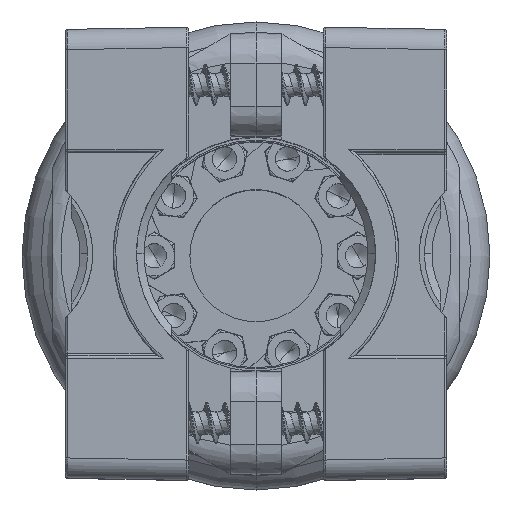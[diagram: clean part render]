
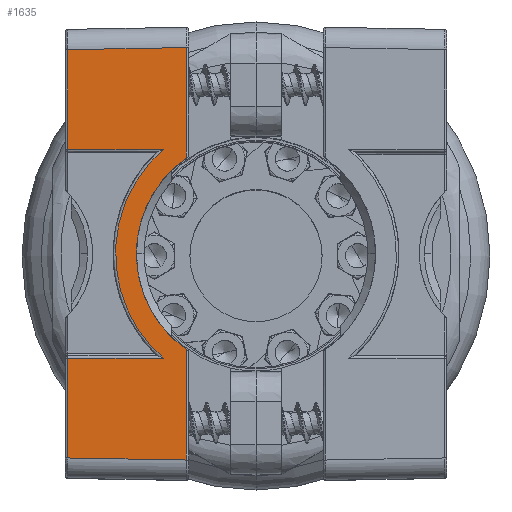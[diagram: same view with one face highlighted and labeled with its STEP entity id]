
A CAD part, top view. The second image highlights one B-rep face of the part: STEP entity #1635.
In plain terms, the highlighted planar face has unit normal (-0.018, 0, 1).
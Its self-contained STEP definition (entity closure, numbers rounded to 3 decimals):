
#1635=ADVANCED_FACE('',(#5318),#5319,.T.);
#5318=FACE_OUTER_BOUND('',#18772,.T.);
#5319=PLANE('',#18773);
#18772=EDGE_LOOP('',(#45690,#45691,#45692,#45693,#45694,#45695,#45696,#45697,#45698,#45699));
#18773=AXIS2_PLACEMENT_3D('',#45700,#45701,#45702);
#45690=ORIENTED_EDGE('',*,*,#53125,.T.);
#45691=ORIENTED_EDGE('',*,*,#53168,.F.);
#45692=ORIENTED_EDGE('',*,*,#53169,.F.);
#45693=ORIENTED_EDGE('',*,*,#53170,.F.);
#45694=ORIENTED_EDGE('',*,*,#53171,.T.);
#45695=ORIENTED_EDGE('',*,*,#53172,.T.);
#45696=ORIENTED_EDGE('',*,*,#53173,.T.);
#45697=ORIENTED_EDGE('',*,*,#53174,.F.);
#45698=ORIENTED_EDGE('',*,*,#53175,.T.);
#45699=ORIENTED_EDGE('',*,*,#53139,.F.);
#45700=CARTESIAN_POINT('',(-6.6,-23.882,36.65));
#45701=DIRECTION('',(-0.017,0.0,1.));
#45702=DIRECTION('',(0.0,1.0,0.0));
#53125=EDGE_CURVE('',#61326,#61324,#61327,.T.);
#53139=EDGE_CURVE('',#61326,#61347,#61348,.T.);
#53168=EDGE_CURVE('',#61394,#61324,#61396,.T.);
#53169=EDGE_CURVE('',#61397,#61394,#61398,.T.);
#53170=EDGE_CURVE('',#61399,#61397,#61400,.T.);
#53171=EDGE_CURVE('',#61399,#61401,#61402,.T.);
#53172=EDGE_CURVE('',#61401,#61403,#61404,.T.);
#53173=EDGE_CURVE('',#61403,#61405,#61406,.T.);
#53174=EDGE_CURVE('',#61407,#61405,#61408,.T.);
#53175=EDGE_CURVE('',#61407,#61347,#61409,.T.);
#61324=VERTEX_POINT('',#86103);
#61326=VERTEX_POINT('',#86114);
#61327=B_SPLINE_CURVE_WITH_KNOTS('',3,(#86115,#86116,#86117,#86118,#86119,#86120,#86121,#86122,#86123,#86124,#86125,#86126,#86127,#86128,#86129,#86130,#86131,#86132,#86133,#86134,#86135,#86136,#86137,#86138,#86139,#86140,#86141),.UNSPECIFIED.,.F.,.F.,(4,1,1,1,1,1,1,1,1,1,1,1,1,1,1,1,1,1,1,1,1,1,1,1,4),(0.0,0.016,0.031,0.063,0.094,0.125,0.156,0.188,0.25,0.313,0.375,0.438,0.5,0.563,0.625,0.688,0.75,0.813,0.844,0.875,0.906,0.938,0.969,0.984,1.0),.UNSPECIFIED.);
#61347=VERTEX_POINT('',#86176);
#61348=LINE('',#86177,#86178);
#61394=VERTEX_POINT('',#86340);
#61396=LINE('',#86342,#86343);
#61397=VERTEX_POINT('',#86344);
#61398=LINE('',#86345,#86346);
#61399=VERTEX_POINT('',#86347);
#61400=LINE('',#86348,#86349);
#61401=VERTEX_POINT('',#86350);
#61402=LINE('',#86351,#86352);
#61403=VERTEX_POINT('',#86353);
#61404=B_SPLINE_CURVE_WITH_KNOTS('',3,(#86354,#86355,#86356,#86357,#86358,#86359,#86360,#86361,#86362,#86363,#86364,#86365,#86366,#86367,#86368,#86369,#86370,#86371,#86372,#86373,#86374,#86375),.UNSPECIFIED.,.F.,.F.,(4,1,1,1,1,1,1,1,1,1,1,1,1,1,1,1,1,1,1,4),(0.0,0.053,0.105,0.158,0.211,0.263,0.316,0.368,0.421,0.474,0.526,0.579,0.632,0.684,0.737,0.789,0.842,0.895,0.947,1.0),.UNSPECIFIED.);
#61405=VERTEX_POINT('',#86376);
#61406=LINE('',#86377,#86378);
#61407=VERTEX_POINT('',#86379);
#61408=LINE('',#86380,#86381);
#61409=LINE('',#86382,#86383);
#86103=CARTESIAN_POINT('',(-6.854,9.414,36.646));
#86114=CARTESIAN_POINT('',(-6.854,-9.414,36.646));
#86115=CARTESIAN_POINT('',(-6.854,-9.414,36.646));
#86116=CARTESIAN_POINT('',(-6.994,-9.316,36.643));
#86117=CARTESIAN_POINT('',(-7.261,-9.12,36.638));
#86118=CARTESIAN_POINT('',(-7.749,-8.728,36.63));
#86119=CARTESIAN_POINT('',(-8.289,-8.238,36.621));
#86120=CARTESIAN_POINT('',(-8.849,-7.649,36.611));
#86121=CARTESIAN_POINT('',(-9.337,-7.061,36.602));
#86122=CARTESIAN_POINT('',(-9.765,-6.472,36.595));
#86123=CARTESIAN_POINT('',(-10.263,-5.688,36.586));
#86124=CARTESIAN_POINT('',(-10.769,-4.707,36.577));
#86125=CARTESIAN_POINT('',(-11.218,-3.53,36.569));
#86126=CARTESIAN_POINT('',(-11.528,-2.354,36.564));
#86127=CARTESIAN_POINT('',(-11.71,-1.177,36.561));
#86128=CARTESIAN_POINT('',(-11.77,0.0,36.56));
#86129=CARTESIAN_POINT('',(-11.71,1.177,36.561));
#86130=CARTESIAN_POINT('',(-11.528,2.354,36.564));
#86131=CARTESIAN_POINT('',(-11.218,3.53,36.569));
#86132=CARTESIAN_POINT('',(-10.769,4.707,36.577));
#86133=CARTESIAN_POINT('',(-10.263,5.688,36.586));
#86134=CARTESIAN_POINT('',(-9.765,6.472,36.595));
#86135=CARTESIAN_POINT('',(-9.337,7.061,36.602));
#86136=CARTESIAN_POINT('',(-8.849,7.649,36.611));
#86137=CARTESIAN_POINT('',(-8.289,8.238,36.621));
#86138=CARTESIAN_POINT('',(-7.749,8.728,36.63));
#86139=CARTESIAN_POINT('',(-7.261,9.12,36.638));
#86140=CARTESIAN_POINT('',(-6.994,9.316,36.643));
#86141=CARTESIAN_POINT('',(-6.854,9.414,36.646));
#86176=CARTESIAN_POINT('',(-6.854,-20.271,36.646));
#86177=CARTESIAN_POINT('',(-6.854,-9.414,36.646));
#86178=VECTOR('',#102265,10.856);
#86340=CARTESIAN_POINT('',(-6.854,20.271,36.646));
#86342=CARTESIAN_POINT('',(-6.854,20.271,36.646));
#86343=VECTOR('',#102299,10.856);
#86344=CARTESIAN_POINT('',(-18.504,20.068,36.442));
#86345=CARTESIAN_POINT('',(-18.504,20.068,36.442));
#86346=VECTOR('',#102300,11.654);
#86347=CARTESIAN_POINT('',(-18.504,10.25,36.442));
#86348=CARTESIAN_POINT('',(-18.504,10.25,36.442));
#86349=VECTOR('',#102301,9.818);
#86350=CARTESIAN_POINT('',(-9.117,10.25,36.606));
#86351=CARTESIAN_POINT('',(-18.504,10.25,36.442));
#86352=VECTOR('',#102302,9.389);
#86353=CARTESIAN_POINT('',(-9.117,-10.25,36.606));
#86354=CARTESIAN_POINT('',(-9.117,10.25,36.606));
#86355=CARTESIAN_POINT('',(-9.426,9.983,36.601));
#86356=CARTESIAN_POINT('',(-10.018,9.422,36.59));
#86357=CARTESIAN_POINT('',(-10.829,8.502,36.576));
#86358=CARTESIAN_POINT('',(-11.552,7.514,36.564));
#86359=CARTESIAN_POINT('',(-12.184,6.464,36.553));
#86360=CARTESIAN_POINT('',(-12.718,5.362,36.543));
#86361=CARTESIAN_POINT('',(-13.151,4.216,36.536));
#86362=CARTESIAN_POINT('',(-13.479,3.036,36.53));
#86363=CARTESIAN_POINT('',(-13.699,1.831,36.526));
#86364=CARTESIAN_POINT('',(-13.809,0.612,36.524));
#86365=CARTESIAN_POINT('',(-13.809,-0.612,36.524));
#86366=CARTESIAN_POINT('',(-13.699,-1.831,36.526));
#86367=CARTESIAN_POINT('',(-13.479,-3.036,36.53));
#86368=CARTESIAN_POINT('',(-13.151,-4.216,36.536));
#86369=CARTESIAN_POINT('',(-12.718,-5.362,36.543));
#86370=CARTESIAN_POINT('',(-12.184,-6.464,36.553));
#86371=CARTESIAN_POINT('',(-11.552,-7.514,36.564));
#86372=CARTESIAN_POINT('',(-10.829,-8.502,36.576));
#86373=CARTESIAN_POINT('',(-10.018,-9.422,36.59));
#86374=CARTESIAN_POINT('',(-9.426,-9.983,36.601));
#86375=CARTESIAN_POINT('',(-9.117,-10.25,36.606));
#86376=CARTESIAN_POINT('',(-18.504,-10.25,36.442));
#86377=CARTESIAN_POINT('',(-9.117,-10.25,36.606));
#86378=VECTOR('',#102303,9.389);
#86379=CARTESIAN_POINT('',(-18.504,-20.068,36.442));
#86380=CARTESIAN_POINT('',(-18.504,-20.068,36.442));
#86381=VECTOR('',#102304,9.818);
#86382=CARTESIAN_POINT('',(-18.504,-20.068,36.442));
#86383=VECTOR('',#102305,11.654);
#102265=DIRECTION('',(0.,-1.0,0.));
#102299=DIRECTION('',(0.,-1.0,0.));
#102300=DIRECTION('',(1.,0.017,0.017));
#102301=DIRECTION('',(0.,1.0,0.));
#102302=DIRECTION('',(1.,0.,0.017));
#102303=DIRECTION('',(-1.,0.,-0.017));
#102304=DIRECTION('',(0.,1.0,0.));
#102305=DIRECTION('',(1.,-0.017,0.017));
